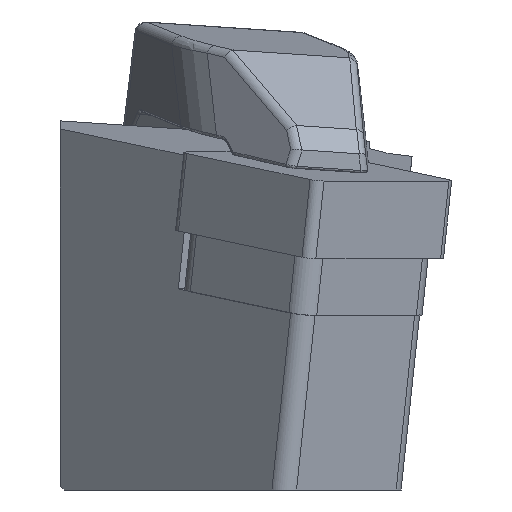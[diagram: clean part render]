
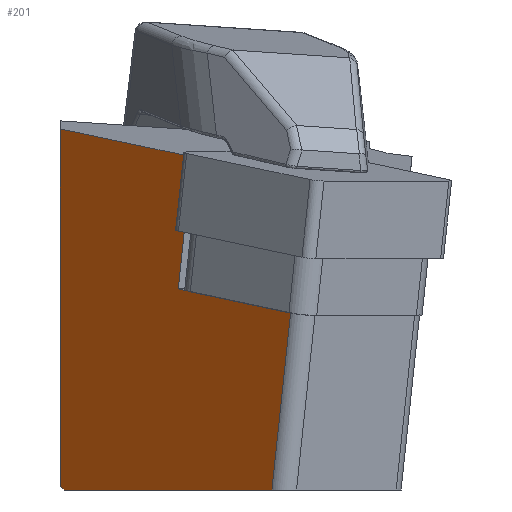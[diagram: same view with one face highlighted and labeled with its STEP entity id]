
A CAD part, left-side view. The second image highlights one B-rep face of the part: STEP entity #201.
In plain terms, the highlighted planar face has unit normal (-0.707, 0.707, 0).
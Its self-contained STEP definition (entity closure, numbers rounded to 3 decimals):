
#201=ADVANCED_FACE('',(#402),#335,.F.);
#335=PLANE('',#2378);
#402=FACE_OUTER_BOUND('',#535,.T.);
#535=EDGE_LOOP('',(#1142,#1143,#1144,#1145,#1146,#1147,#1148,#1149));
#674=LINE('',#3313,#876);
#690=LINE('',#3346,#892);
#715=LINE('',#3400,#917);
#716=LINE('',#3404,#918);
#717=LINE('',#3407,#919);
#718=LINE('',#3408,#920);
#719=LINE('',#3410,#921);
#720=LINE('',#3411,#922);
#876=VECTOR('',#2620,1.);
#892=VECTOR('',#2642,1.);
#917=VECTOR('',#2691,1.);
#918=VECTOR('',#2696,1.);
#919=VECTOR('',#2697,1.);
#920=VECTOR('',#2698,1.);
#921=VECTOR('',#2699,1.);
#922=VECTOR('',#2700,1.);
#1142=ORIENTED_EDGE('',*,*,#2010,.F.);
#1143=ORIENTED_EDGE('',*,*,#2011,.T.);
#1144=ORIENTED_EDGE('',*,*,#1964,.F.);
#1145=ORIENTED_EDGE('',*,*,#1980,.F.);
#1146=ORIENTED_EDGE('',*,*,#2012,.F.);
#1147=ORIENTED_EDGE('',*,*,#2013,.F.);
#1148=ORIENTED_EDGE('',*,*,#2008,.T.);
#1149=ORIENTED_EDGE('',*,*,#2014,.F.);
#1746=VERTEX_POINT('',#3298);
#1753=VERTEX_POINT('',#3312);
#1767=VERTEX_POINT('',#3345);
#1784=VERTEX_POINT('',#3399);
#1785=VERTEX_POINT('',#3401);
#1786=VERTEX_POINT('',#3405);
#1787=VERTEX_POINT('',#3406);
#1788=VERTEX_POINT('',#3409);
#1964=EDGE_CURVE('',#1753,#1746,#674,.T.);
#1980=EDGE_CURVE('',#1767,#1753,#690,.T.);
#2008=EDGE_CURVE('',#1785,#1784,#715,.T.);
#2010=EDGE_CURVE('',#1786,#1787,#716,.T.);
#2011=EDGE_CURVE('',#1786,#1746,#717,.T.);
#2012=EDGE_CURVE('',#1788,#1767,#718,.T.);
#2013=EDGE_CURVE('',#1785,#1788,#719,.T.);
#2014=EDGE_CURVE('',#1787,#1784,#720,.T.);
#2378=AXIS2_PLACEMENT_3D('',#3412,#2701,#2702);
#2620=DIRECTION('',(-0.699,-0.699,-0.148));
#2642=DIRECTION('',(0.,0.,1.));
#2691=DIRECTION('',(-0.105,-0.105,0.989));
#2696=DIRECTION('',(-0.699,-0.699,-0.148));
#2697=DIRECTION('',(-0.105,-0.105,0.989));
#2698=DIRECTION('',(0.577,0.577,0.577));
#2699=DIRECTION('',(0.707,0.707,0.));
#2700=DIRECTION('',(-0.699,-0.699,-0.148));
#2701=DIRECTION('',(0.707,-0.707,0.));
#2702=DIRECTION('',(0.707,0.707,0.));
#3298=CARTESIAN_POINT('',(11.28,-10.675,1.956));
#3312=CARTESIAN_POINT('',(21.954,0.,4.212));
#3313=CARTESIAN_POINT('',(2.188,-19.766,0.034));
#3345=CARTESIAN_POINT('',(21.954,0.,-24.7));
#3346=CARTESIAN_POINT('',(21.954,0.,-39.23));
#3399=CARTESIAN_POINT('',(3.318,-18.636,-10.657));
#3400=CARTESIAN_POINT('',(6.338,-15.617,-39.23));
#3401=CARTESIAN_POINT('',(4.834,-17.121,-25.));
#3404=CARTESIAN_POINT('',(3.318,-18.636,-10.657));
#3405=CARTESIAN_POINT('',(12.41,-9.545,-8.736));
#3406=CARTESIAN_POINT('',(11.832,-10.122,-8.858));
#3407=CARTESIAN_POINT('',(11.051,-10.904,4.121));
#3408=CARTESIAN_POINT('',(6.7,-15.254,-39.954));
#3409=CARTESIAN_POINT('',(21.654,-0.3,-25.));
#3410=CARTESIAN_POINT('',(6.338,-15.617,-25.));
#3411=CARTESIAN_POINT('',(3.318,-18.636,-10.657));
#3412=CARTESIAN_POINT('',(6.338,-15.617,-39.23));
